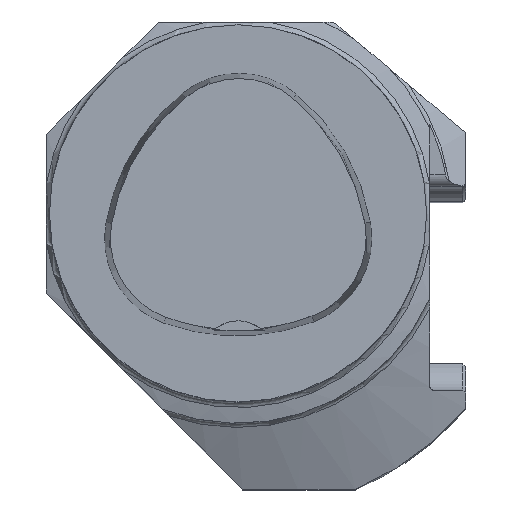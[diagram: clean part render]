
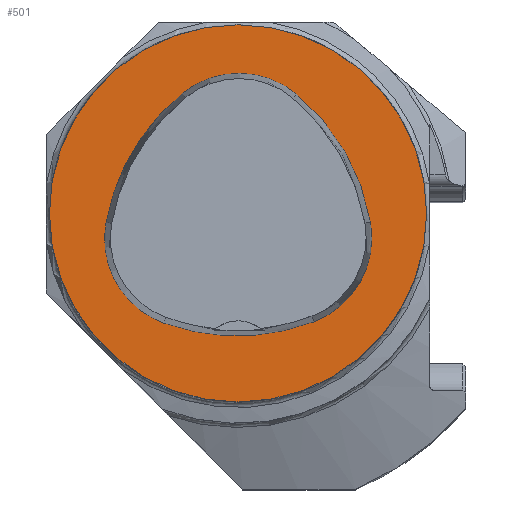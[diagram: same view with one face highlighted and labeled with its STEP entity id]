
A CAD part, top view. The second image highlights one B-rep face of the part: STEP entity #501.
In plain terms, the highlighted planar face has unit normal (0, 0, 1).
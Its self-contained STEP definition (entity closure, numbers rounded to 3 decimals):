
#76=FACE_BOUND('',#732,.T.);
#77=FACE_BOUND('',#733,.T.);
#133=PLANE('',#1986);
#501=ADVANCED_FACE('',(#76,#77),#133,.T.);
#732=EDGE_LOOP('',(#1269,#1270,#1271,#1272,#1273,#1274));
#733=EDGE_LOOP('',(#1275));
#797=CIRCLE('',#1900,31.5);
#812=CIRCLE('',#1964,36.);
#814=CIRCLE('',#1967,15.);
#816=CIRCLE('',#1970,36.);
#818=CIRCLE('',#1973,15.);
#822=CIRCLE('',#1978,36.);
#824=CIRCLE('',#1981,15.);
#1269=ORIENTED_EDGE('',*,*,#1732,.T.);
#1270=ORIENTED_EDGE('',*,*,#1712,.T.);
#1271=ORIENTED_EDGE('',*,*,#1716,.T.);
#1272=ORIENTED_EDGE('',*,*,#1719,.T.);
#1273=ORIENTED_EDGE('',*,*,#1722,.T.);
#1274=ORIENTED_EDGE('',*,*,#1730,.T.);
#1275=ORIENTED_EDGE('',*,*,#1641,.F.);
#1443=VERTEX_POINT('',#3009);
#1479=VERTEX_POINT('',#3203);
#1480=VERTEX_POINT('',#3204);
#1483=VERTEX_POINT('',#3212);
#1485=VERTEX_POINT('',#3218);
#1487=VERTEX_POINT('',#3224);
#1494=VERTEX_POINT('',#3245);
#1641=EDGE_CURVE('',#1443,#1443,#797,.T.);
#1712=EDGE_CURVE('',#1479,#1480,#812,.T.);
#1716=EDGE_CURVE('',#1480,#1483,#814,.T.);
#1719=EDGE_CURVE('',#1483,#1485,#816,.T.);
#1722=EDGE_CURVE('',#1485,#1487,#818,.T.);
#1730=EDGE_CURVE('',#1487,#1494,#822,.T.);
#1732=EDGE_CURVE('',#1494,#1479,#824,.T.);
#1900=AXIS2_PLACEMENT_3D('',#3008,#2232,#2233);
#1964=AXIS2_PLACEMENT_3D('',#3202,#2403,#2404);
#1967=AXIS2_PLACEMENT_3D('',#3211,#2411,#2412);
#1970=AXIS2_PLACEMENT_3D('',#3217,#2418,#2419);
#1973=AXIS2_PLACEMENT_3D('',#3223,#2425,#2426);
#1978=AXIS2_PLACEMENT_3D('',#3246,#2437,#2438);
#1981=AXIS2_PLACEMENT_3D('',#3249,#2443,#2444);
#1986=AXIS2_PLACEMENT_3D('',#3254,#2453,#2454);
#2232=DIRECTION('',(0.,0.,-1.));
#2233=DIRECTION('',(-1.,0.,0.));
#2403=DIRECTION('',(0.,0.,-1.));
#2404=DIRECTION('',(-1.,0.,0.));
#2411=DIRECTION('',(0.,0.,-1.));
#2412=DIRECTION('',(-1.,0.,0.));
#2418=DIRECTION('',(0.,0.,-1.));
#2419=DIRECTION('',(-1.,0.,0.));
#2425=DIRECTION('',(0.,0.,-1.));
#2426=DIRECTION('',(-1.,0.,0.));
#2437=DIRECTION('',(0.,0.,-1.));
#2438=DIRECTION('',(-1.,0.,0.));
#2443=DIRECTION('',(0.,0.,-1.));
#2444=DIRECTION('',(-1.,0.,0.));
#2453=DIRECTION('',(0.,0.,1.));
#2454=DIRECTION('',(1.,0.,0.));
#3008=CARTESIAN_POINT('',(0.,0.,0.));
#3009=CARTESIAN_POINT('',(-31.5,0.,0.));
#3202=CARTESIAN_POINT('',(13.398,-7.893,0.));
#3203=CARTESIAN_POINT('',(-22.041,-1.562,0.));
#3204=CARTESIAN_POINT('',(-9.317,20.036,0.));
#3211=CARTESIAN_POINT('',(0.148,8.399,0.));
#3212=CARTESIAN_POINT('',(9.779,19.898,0.));
#3217=CARTESIAN_POINT('',(-13.337,-7.7,0.));
#3218=CARTESIAN_POINT('',(22.122,-1.48,0.));
#3223=CARTESIAN_POINT('',(7.347,-4.071,0.));
#3224=CARTESIAN_POINT('',(12.693,-18.087,0.));
#3245=CARTESIAN_POINT('',(-12.373,-18.307,0.));
#3246=CARTESIAN_POINT('',(-0.137,15.55,0.));
#3249=CARTESIAN_POINT('',(-7.275,-4.2,0.));
#3254=CARTESIAN_POINT('',(0.,0.,0.));
